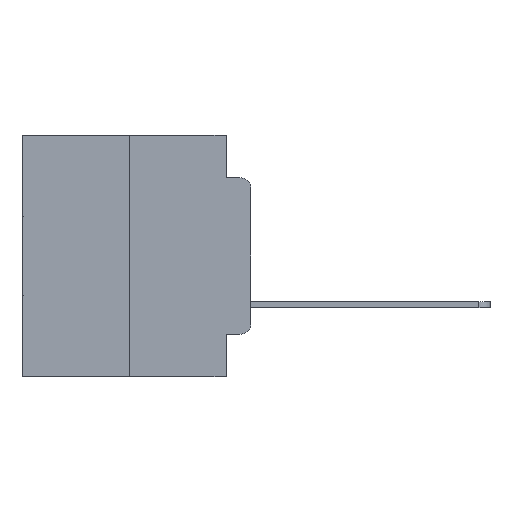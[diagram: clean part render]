
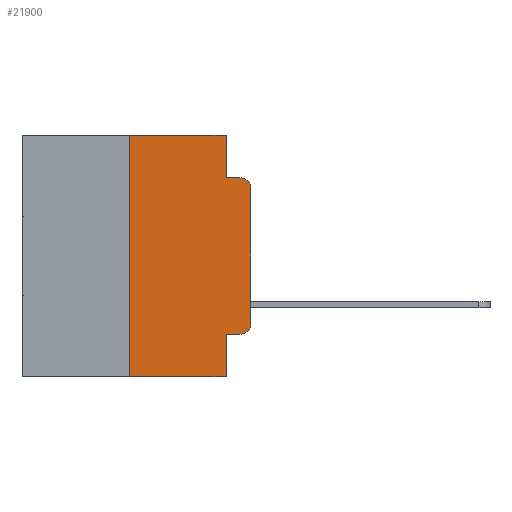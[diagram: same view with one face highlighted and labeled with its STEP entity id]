
A CAD part, left-side view. The second image highlights one B-rep face of the part: STEP entity #21900.
In plain terms, the highlighted planar face has unit normal (-1, 0, 0).
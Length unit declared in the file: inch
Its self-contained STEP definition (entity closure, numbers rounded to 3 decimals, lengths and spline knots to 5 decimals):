
#616 = CARTESIAN_POINT ( 'NONE',  ( 0., 0.02, -0.4115 ) ) ;
#734 = VERTEX_POINT ( 'NONE', #10339 ) ;
#739 = PLANE ( 'NONE',  #1486 ) ;
#1313 = CARTESIAN_POINT ( 'NONE',  ( 0., 0.051, 0. ) ) ;
#1486 = AXIS2_PLACEMENT_3D ( 'NONE', #17074, #19296, #5585 ) ;
#1508 = ORIENTED_EDGE ( 'NONE', *, *, #24179, .T. ) ;
#1976 = ORIENTED_EDGE ( 'NONE', *, *, #25634, .T. ) ;
#2043 = CIRCLE ( 'NONE', #18993, 0.02 ) ;
#2446 = VERTEX_POINT ( 'NONE', #6982 ) ;
#2821 = ORIENTED_EDGE ( 'NONE', *, *, #15272, .T. ) ;
#3006 = FACE_OUTER_BOUND ( 'NONE', #29144, .T. ) ;
#3025 = DIRECTION ( 'NONE',  ( 0., -1., 0. ) ) ;
#3346 = VERTEX_POINT ( 'NONE', #26833 ) ;
#4015 = ORIENTED_EDGE ( 'NONE', *, *, #17441, .F. ) ;
#4043 = CARTESIAN_POINT ( 'NONE',  ( 0., 0.051, -0.0885 ) ) ;
#4361 = ORIENTED_EDGE ( 'NONE', *, *, #11314, .F. ) ;
#4575 = DIRECTION ( 'NONE',  ( 0., 0., 1. ) ) ;
#5244 = VECTOR ( 'NONE', #6460, 39.37008 ) ;
#5310 = LINE ( 'NONE', #7558, #28303 ) ;
#5508 = VERTEX_POINT ( 'NONE', #28813 ) ;
#5585 = DIRECTION ( 'NONE',  ( 0., 0., -1. ) ) ;
#5902 = DIRECTION ( 'NONE',  ( -1., 0., 0. ) ) ;
#6138 = ORIENTED_EDGE ( 'NONE', *, *, #13103, .F. ) ;
#6460 = DIRECTION ( 'NONE',  ( 0., -1., 0. ) ) ;
#6982 = CARTESIAN_POINT ( 'NONE',  ( 0., 0.051, -0.4115 ) ) ;
#7348 = VECTOR ( 'NONE', #24059, 39.37008 ) ;
#7558 = CARTESIAN_POINT ( 'NONE',  ( 0., 0.473, -0.5 ) ) ;
#7702 = CARTESIAN_POINT ( 'NONE',  ( 0., 0.051, -0.4115 ) ) ;
#7956 = CARTESIAN_POINT ( 'NONE',  ( 0., 0.25, 0. ) ) ;
#8763 = ORIENTED_EDGE ( 'NONE', *, *, #25471, .T. ) ;
#10339 = CARTESIAN_POINT ( 'NONE',  ( 0., 0., -0.3915 ) ) ;
#10490 = VECTOR ( 'NONE', #3025, 39.37008 ) ;
#10755 = ORIENTED_EDGE ( 'NONE', *, *, #17315, .F. ) ;
#10876 = DIRECTION ( 'NONE',  ( -1., 0., 0. ) ) ;
#11314 = EDGE_CURVE ( 'NONE', #15626, #12758, #17511, .T. ) ;
#11720 = ORIENTED_EDGE ( 'NONE', *, *, #20537, .F. ) ;
#11788 = VECTOR ( 'NONE', #4575, 39.37008 ) ;
#12262 = DIRECTION ( 'NONE',  ( 0., -1., 0. ) ) ;
#12330 = LINE ( 'NONE', #16666, #23403 ) ;
#12758 = VERTEX_POINT ( 'NONE', #14189 ) ;
#13093 = CARTESIAN_POINT ( 'NONE',  ( 0., 0.051, 0. ) ) ;
#13103 = EDGE_CURVE ( 'NONE', #19248, #15626, #13555, .T. ) ;
#13555 = LINE ( 'NONE', #1313, #7348 ) ;
#13606 = VERTEX_POINT ( 'NONE', #7956 ) ;
#14189 = CARTESIAN_POINT ( 'NONE',  ( 0., 0.02, -0.0885 ) ) ;
#14401 = DIRECTION ( 'NONE',  ( 0., -1., 0. ) ) ;
#14610 = LINE ( 'NONE', #13093, #26225 ) ;
#14942 = ORIENTED_EDGE ( 'NONE', *, *, #27247, .T. ) ;
#15272 = EDGE_CURVE ( 'NONE', #16170, #734, #2043, .T. ) ;
#15623 = CARTESIAN_POINT ( 'NONE',  ( 0., 0., 0. ) ) ;
#15626 = VERTEX_POINT ( 'NONE', #27460 ) ;
#15937 = CARTESIAN_POINT ( 'NONE',  ( 0., 0.051, 0. ) ) ;
#16170 = VERTEX_POINT ( 'NONE', #616 ) ;
#16515 = LINE ( 'NONE', #7702, #10490 ) ;
#16666 = CARTESIAN_POINT ( 'NONE',  ( 0., 0.473, 0. ) ) ;
#17074 = CARTESIAN_POINT ( 'NONE',  ( 0., 0.473, 0. ) ) ;
#17137 = CARTESIAN_POINT ( 'NONE',  ( 0., 0.051, -0.5 ) ) ;
#17315 = EDGE_CURVE ( 'NONE', #2446, #23573, #14610, .T. ) ;
#17441 = EDGE_CURVE ( 'NONE', #5508, #13606, #24231, .T. ) ;
#17511 = LINE ( 'NONE', #4043, #5244 ) ;
#17608 = DIRECTION ( 'NONE',  ( 0., 0., -1. ) ) ;
#18993 = AXIS2_PLACEMENT_3D ( 'NONE', #24153, #10876, #26276 ) ;
#19248 = VERTEX_POINT ( 'NONE', #15937 ) ;
#19296 = DIRECTION ( 'NONE',  ( 1., 0., 0. ) ) ;
#19603 = CARTESIAN_POINT ( 'NONE',  ( 0., 0.02, -0.1085 ) ) ;
#19725 = LINE ( 'NONE', #15623, #24786 ) ;
#20311 = AXIS2_PLACEMENT_3D ( 'NONE', #19603, #5902, #21785 ) ;
#20537 = EDGE_CURVE ( 'NONE', #13606, #19248, #12330, .T. ) ;
#20582 = CARTESIAN_POINT ( 'NONE',  ( 0., 0.25, 0. ) ) ;
#21785 = DIRECTION ( 'NONE',  ( 0., 0., -1. ) ) ;
#21900 = ADVANCED_FACE ( 'NONE', ( #3006 ), #739, .F. ) ;
#23403 = VECTOR ( 'NONE', #14401, 39.37008 ) ;
#23573 = VERTEX_POINT ( 'NONE', #17137 ) ;
#24059 = DIRECTION ( 'NONE',  ( 0., 0., -1. ) ) ;
#24153 = CARTESIAN_POINT ( 'NONE',  ( 0., 0.02, -0.3915 ) ) ;
#24179 = EDGE_CURVE ( 'NONE', #734, #3346, #19725, .T. ) ;
#24231 = LINE ( 'NONE', #20582, #11788 ) ;
#24786 = VECTOR ( 'NONE', #28564, 39.37008 ) ;
#25033 = CIRCLE ( 'NONE', #20311, 0.02 ) ;
#25471 = EDGE_CURVE ( 'NONE', #5508, #23573, #5310, .T. ) ;
#25634 = EDGE_CURVE ( 'NONE', #3346, #12758, #25033, .T. ) ;
#26225 = VECTOR ( 'NONE', #17608, 39.37008 ) ;
#26276 = DIRECTION ( 'NONE',  ( 0., 0., -1. ) ) ;
#26833 = CARTESIAN_POINT ( 'NONE',  ( 0., 0., -0.1085 ) ) ;
#27247 = EDGE_CURVE ( 'NONE', #2446, #16170, #16515, .T. ) ;
#27460 = CARTESIAN_POINT ( 'NONE',  ( 0., 0.051, -0.0885 ) ) ;
#28303 = VECTOR ( 'NONE', #12262, 39.37008 ) ;
#28564 = DIRECTION ( 'NONE',  ( 0., 0., 1. ) ) ;
#28813 = CARTESIAN_POINT ( 'NONE',  ( 0., 0.25, -0.5 ) ) ;
#29144 = EDGE_LOOP ( 'NONE', ( #1508, #1976, #4361, #6138, #11720, #4015, #8763, #10755, #14942, #2821 ) ) ;
